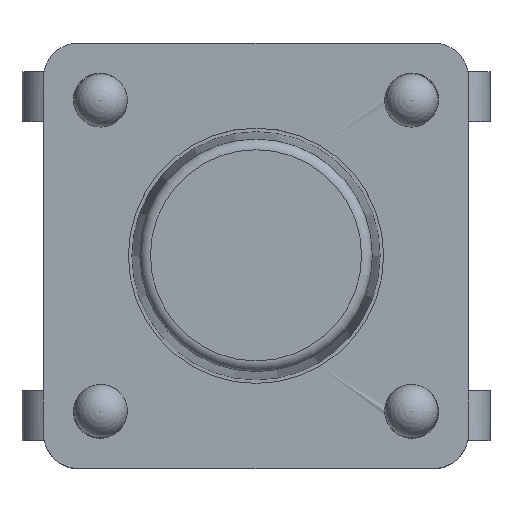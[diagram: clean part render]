
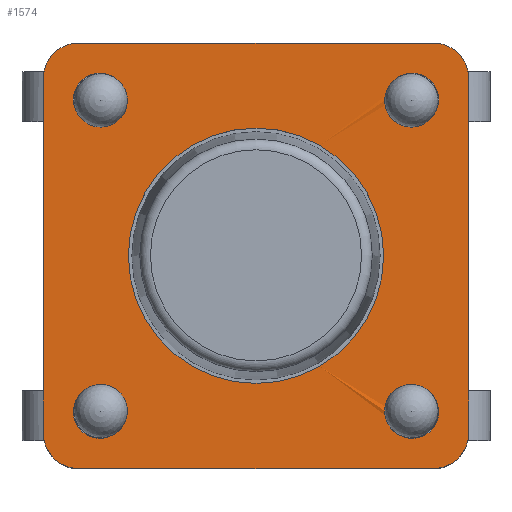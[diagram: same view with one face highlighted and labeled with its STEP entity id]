
A CAD part, top view. The second image highlights one B-rep face of the part: STEP entity #1574.
In plain terms, the highlighted planar face has unit normal (0, 0, 1).
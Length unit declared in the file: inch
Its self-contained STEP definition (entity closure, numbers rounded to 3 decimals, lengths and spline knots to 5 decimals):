
#1267=CARTESIAN_POINT('',(-0.09686,-0.07598,0.12677));
#1268=VERTEX_POINT('',#1267);
#1277=CARTESIAN_POINT('',(-0.07598,-0.09686,0.12677));
#1278=VERTEX_POINT('',#1277);
#1279=CARTESIAN_POINT('',(-0.08661,-0.08661,0.12677));
#1280=DIRECTION('',(0.0,0.0,-1.0));
#1281=DIRECTION('',(-1.0,0.0,0.0));
#1282=AXIS2_PLACEMENT_3D('',#1279,#1280,#1281);
#1283=CIRCLE('',#1282,0.01476);
#1284=EDGE_CURVE('',#1278,#1268,#1283,.T.);
#1309=CARTESIAN_POINT('',(0.09686,0.07598,0.12677));
#1310=VERTEX_POINT('',#1309);
#1319=CARTESIAN_POINT('',(0.07598,0.09686,0.12677));
#1320=VERTEX_POINT('',#1319);
#1321=CARTESIAN_POINT('',(0.08661,0.08661,0.12677));
#1322=DIRECTION('',(0.0,0.0,-1.0));
#1323=DIRECTION('',(-1.0,0.0,0.0));
#1324=AXIS2_PLACEMENT_3D('',#1321,#1322,#1323);
#1325=CIRCLE('',#1324,0.01476);
#1326=EDGE_CURVE('',#1320,#1310,#1325,.T.);
#1351=CARTESIAN_POINT('',(-0.07598,0.09686,0.12677));
#1352=VERTEX_POINT('',#1351);
#1361=CARTESIAN_POINT('',(-0.09686,0.07598,0.12677));
#1362=VERTEX_POINT('',#1361);
#1363=CARTESIAN_POINT('',(-0.08661,0.08661,0.12677));
#1364=DIRECTION('',(0.0,0.0,-1.0));
#1365=DIRECTION('',(-1.0,0.0,0.0));
#1366=AXIS2_PLACEMENT_3D('',#1363,#1364,#1365);
#1367=CIRCLE('',#1366,0.01476);
#1368=EDGE_CURVE('',#1362,#1352,#1367,.T.);
#1393=CARTESIAN_POINT('',(0.07598,-0.09686,0.12677));
#1394=VERTEX_POINT('',#1393);
#1403=CARTESIAN_POINT('',(0.09686,-0.07598,0.12677));
#1404=VERTEX_POINT('',#1403);
#1405=CARTESIAN_POINT('',(0.08661,-0.08661,0.12677));
#1406=DIRECTION('',(0.0,0.0,-1.0));
#1407=DIRECTION('',(-1.0,0.0,0.0));
#1408=AXIS2_PLACEMENT_3D('',#1405,#1406,#1407);
#1409=CIRCLE('',#1408,0.01476);
#1410=EDGE_CURVE('',#1404,#1394,#1409,.T.);
#1430=CARTESIAN_POINT('',(-0.12992,-0.12992,0.12677));
#1431=DIRECTION('',(0.0,0.0,1.0));
#1432=DIRECTION('',(1.0,0.0,0.0));
#1433=AXIS2_PLACEMENT_3D('',#1430,#1431,#1432);
#1434=PLANE('',#1433);
#1435=CARTESIAN_POINT('',(0.09843,0.11811,0.12677));
#1436=VERTEX_POINT('',#1435);
#1437=CARTESIAN_POINT('',(0.11811,0.09843,0.12677));
#1438=VERTEX_POINT('',#1437);
#1439=CARTESIAN_POINT('',(0.09843,0.09843,0.12677));
#1440=DIRECTION('',(0.0,0.0,-1.0));
#1441=DIRECTION('',(0.707,0.707,0.0));
#1442=AXIS2_PLACEMENT_3D('',#1439,#1440,#1441);
#1443=CIRCLE('',#1442,0.01969);
#1444=EDGE_CURVE('',#1436,#1438,#1443,.T.);
#1445=ORIENTED_EDGE('',*,*,#1444,.F.);
#1446=CARTESIAN_POINT('',(-0.09843,0.11811,0.12677));
#1447=VERTEX_POINT('',#1446);
#1448=CARTESIAN_POINT('',(-0.09843,0.11811,0.12677));
#1449=DIRECTION('',(1.0,0.0,0.0));
#1450=VECTOR('',#1449,0.19685);
#1451=LINE('',#1448,#1450);
#1452=EDGE_CURVE('',#1447,#1436,#1451,.T.);
#1453=ORIENTED_EDGE('',*,*,#1452,.F.);
#1454=CARTESIAN_POINT('',(-0.11811,0.09843,0.12677));
#1455=VERTEX_POINT('',#1454);
#1456=CARTESIAN_POINT('',(-0.09843,0.09843,0.12677));
#1457=DIRECTION('',(0.0,0.0,-1.0));
#1458=DIRECTION('',(-0.707,0.707,0.0));
#1459=AXIS2_PLACEMENT_3D('',#1456,#1457,#1458);
#1460=CIRCLE('',#1459,0.01969);
#1461=EDGE_CURVE('',#1455,#1447,#1460,.T.);
#1462=ORIENTED_EDGE('',*,*,#1461,.F.);
#1463=CARTESIAN_POINT('',(-0.11811,-0.09843,0.12677));
#1464=VERTEX_POINT('',#1463);
#1465=CARTESIAN_POINT('',(-0.11811,-0.09843,0.12677));
#1466=DIRECTION('',(0.0,1.0,0.0));
#1467=VECTOR('',#1466,0.19685);
#1468=LINE('',#1465,#1467);
#1469=EDGE_CURVE('',#1464,#1455,#1468,.T.);
#1470=ORIENTED_EDGE('',*,*,#1469,.F.);
#1471=CARTESIAN_POINT('',(-0.09843,-0.11811,0.12677));
#1472=VERTEX_POINT('',#1471);
#1473=CARTESIAN_POINT('',(-0.09843,-0.09843,0.12677));
#1474=DIRECTION('',(0.0,0.0,-1.0));
#1475=DIRECTION('',(-0.707,-0.707,0.0));
#1476=AXIS2_PLACEMENT_3D('',#1473,#1474,#1475);
#1477=CIRCLE('',#1476,0.01969);
#1478=EDGE_CURVE('',#1472,#1464,#1477,.T.);
#1479=ORIENTED_EDGE('',*,*,#1478,.F.);
#1480=CARTESIAN_POINT('',(0.09843,-0.11811,0.12677));
#1481=VERTEX_POINT('',#1480);
#1482=CARTESIAN_POINT('',(0.09843,-0.11811,0.12677));
#1483=DIRECTION('',(-1.0,0.0,0.0));
#1484=VECTOR('',#1483,0.19685);
#1485=LINE('',#1482,#1484);
#1486=EDGE_CURVE('',#1481,#1472,#1485,.T.);
#1487=ORIENTED_EDGE('',*,*,#1486,.F.);
#1488=CARTESIAN_POINT('',(0.11811,-0.09843,0.12677));
#1489=VERTEX_POINT('',#1488);
#1490=CARTESIAN_POINT('',(0.09843,-0.09843,0.12677));
#1491=DIRECTION('',(0.0,0.0,-1.0));
#1492=DIRECTION('',(0.707,-0.707,0.0));
#1493=AXIS2_PLACEMENT_3D('',#1490,#1491,#1492);
#1494=CIRCLE('',#1493,0.01969);
#1495=EDGE_CURVE('',#1489,#1481,#1494,.T.);
#1496=ORIENTED_EDGE('',*,*,#1495,.F.);
#1497=CARTESIAN_POINT('',(0.11811,0.09843,0.12677));
#1498=DIRECTION('',(0.0,-1.0,0.0));
#1499=VECTOR('',#1498,0.19685);
#1500=LINE('',#1497,#1499);
#1501=EDGE_CURVE('',#1438,#1489,#1500,.T.);
#1502=ORIENTED_EDGE('',*,*,#1501,.F.);
#1503=EDGE_LOOP('',(#1445,#1453,#1462,#1470,#1479,#1487,#1496,#1502));
#1504=FACE_OUTER_BOUND('',#1503,.T.);
#1505=CARTESIAN_POINT('',(0.07087,0.,0.12677));
#1506=VERTEX_POINT('',#1505);
#1507=CARTESIAN_POINT('',(0.,0.0,0.12677));
#1508=DIRECTION('',(0.0,0.0,-1.0));
#1509=DIRECTION('',(-1.0,0.0,0.0));
#1510=AXIS2_PLACEMENT_3D('',#1507,#1508,#1509);
#1511=CIRCLE('',#1510,0.07087);
#1512=EDGE_CURVE('',#1506,#1506,#1511,.T.);
#1513=ORIENTED_EDGE('',*,*,#1512,.T.);
#1514=EDGE_LOOP('',(#1513));
#1515=FACE_BOUND('',#1514,.T.);
#1516=CARTESIAN_POINT('',(-0.08622,-0.08622,0.12677));
#1517=DIRECTION('',(0.0,0.0,1.0));
#1518=DIRECTION('',(-1.0,0.0,0.0));
#1519=AXIS2_PLACEMENT_3D('',#1516,#1517,#1518);
#1520=CIRCLE('',#1519,0.01476);
#1521=EDGE_CURVE('',#1278,#1268,#1520,.T.);
#1522=ORIENTED_EDGE('',*,*,#1521,.F.);
#1523=ORIENTED_EDGE('',*,*,#1284,.T.);
#1524=EDGE_LOOP('',(#1522,#1523));
#1525=FACE_BOUND('',#1524,.T.);
#1526=CARTESIAN_POINT('',(0.07146,-0.08622,0.12726));
#1527=VERTEX_POINT('',#1526);
#1528=CARTESIAN_POINT('',(0.08622,-0.08622,0.12677));
#1529=DIRECTION('',(0.0,0.0,1.0));
#1530=DIRECTION('',(-1.0,0.0,0.0));
#1531=AXIS2_PLACEMENT_3D('',#1528,#1529,#1530);
#1532=CIRCLE('',#1531,0.01476);
#1533=EDGE_CURVE('',#1527,#1394,#1532,.T.);
#1534=ORIENTED_EDGE('',*,*,#1533,.F.);
#1535=CARTESIAN_POINT('',(0.08622,-0.08622,0.12677));
#1536=DIRECTION('',(0.0,0.0,1.0));
#1537=DIRECTION('',(-1.0,0.0,0.0));
#1538=AXIS2_PLACEMENT_3D('',#1535,#1536,#1537);
#1539=CIRCLE('',#1538,0.01476);
#1540=EDGE_CURVE('',#1404,#1527,#1539,.T.);
#1541=ORIENTED_EDGE('',*,*,#1540,.F.);
#1542=ORIENTED_EDGE('',*,*,#1410,.T.);
#1543=EDGE_LOOP('',(#1534,#1541,#1542));
#1544=FACE_BOUND('',#1543,.T.);
#1545=CARTESIAN_POINT('',(0.07146,0.08622,0.12726));
#1546=VERTEX_POINT('',#1545);
#1547=CARTESIAN_POINT('',(0.08622,0.08622,0.12677));
#1548=DIRECTION('',(0.0,0.0,1.0));
#1549=DIRECTION('',(-1.0,0.0,0.0));
#1550=AXIS2_PLACEMENT_3D('',#1547,#1548,#1549);
#1551=CIRCLE('',#1550,0.01476);
#1552=EDGE_CURVE('',#1546,#1310,#1551,.T.);
#1553=ORIENTED_EDGE('',*,*,#1552,.F.);
#1554=CARTESIAN_POINT('',(0.08622,0.08622,0.12677));
#1555=DIRECTION('',(0.0,0.0,1.0));
#1556=DIRECTION('',(-1.0,0.0,0.0));
#1557=AXIS2_PLACEMENT_3D('',#1554,#1555,#1556);
#1558=CIRCLE('',#1557,0.01476);
#1559=EDGE_CURVE('',#1320,#1546,#1558,.T.);
#1560=ORIENTED_EDGE('',*,*,#1559,.F.);
#1561=ORIENTED_EDGE('',*,*,#1326,.T.);
#1562=EDGE_LOOP('',(#1553,#1560,#1561));
#1563=FACE_BOUND('',#1562,.T.);
#1564=CARTESIAN_POINT('',(-0.08622,0.08622,0.12677));
#1565=DIRECTION('',(0.0,0.0,1.0));
#1566=DIRECTION('',(-1.0,0.0,0.0));
#1567=AXIS2_PLACEMENT_3D('',#1564,#1565,#1566);
#1568=CIRCLE('',#1567,0.01476);
#1569=EDGE_CURVE('',#1362,#1352,#1568,.T.);
#1570=ORIENTED_EDGE('',*,*,#1569,.F.);
#1571=ORIENTED_EDGE('',*,*,#1368,.T.);
#1572=EDGE_LOOP('',(#1570,#1571));
#1573=FACE_BOUND('',#1572,.T.);
#1574=ADVANCED_FACE('',(#1504,#1515,#1525,#1544,#1563,#1573),#1434,.T.);
